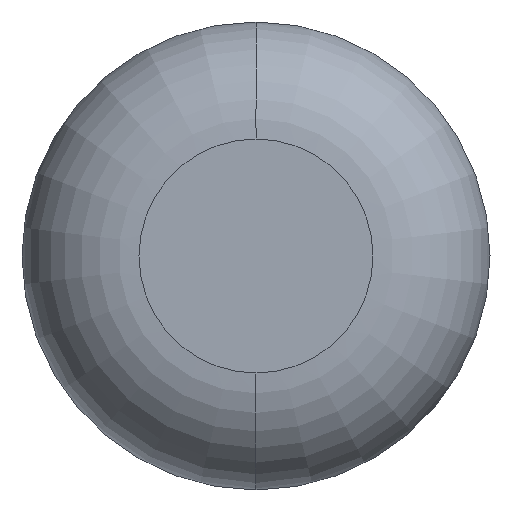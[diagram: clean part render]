
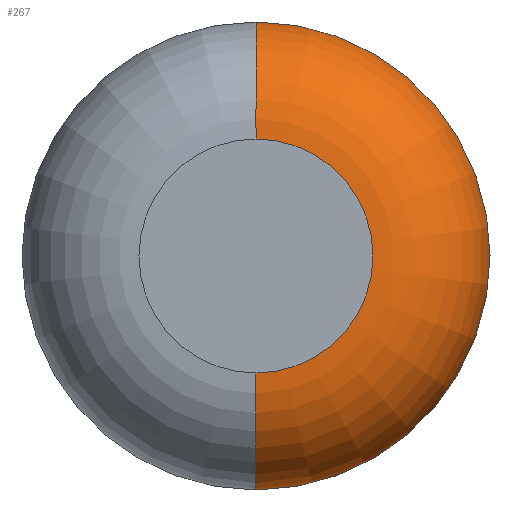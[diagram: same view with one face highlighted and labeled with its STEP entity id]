
A CAD part, front view. The second image highlights one B-rep face of the part: STEP entity #267.
In plain terms, the highlighted toroidal (fillet/blend) face has major radius 6.35 mm and minor radius 6.35 mm.
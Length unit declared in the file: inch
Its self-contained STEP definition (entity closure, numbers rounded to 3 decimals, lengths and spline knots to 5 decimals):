
#11 = EDGE_CURVE ( 'NONE', #139, #35, #244, .T. ) ;
#20 = AXIS2_PLACEMENT_3D ( 'NONE', #50, #294, #275 ) ;
#28 = ORIENTED_EDGE ( 'NONE', *, *, #51, .T. ) ;
#35 = VERTEX_POINT ( 'NONE', #365 ) ;
#41 = CIRCLE ( 'NONE', #20, 0.25 ) ;
#50 = CARTESIAN_POINT ( 'NONE',  ( 0., 0.25, 0.25 ) ) ;
#51 = EDGE_CURVE ( 'NONE', #35, #391, #41, .T. ) ;
#70 = AXIS2_PLACEMENT_3D ( 'NONE', #336, #358, #268 ) ;
#76 = EDGE_CURVE ( 'NONE', #169, #391, #79, .T. ) ;
#79 = CIRCLE ( 'NONE', #284, 0.25 ) ;
#108 = CARTESIAN_POINT ( 'NONE',  ( 0., 0., 0. ) ) ;
#133 = ORIENTED_EDGE ( 'NONE', *, *, #11, .T. ) ;
#139 = VERTEX_POINT ( 'NONE', #354 ) ;
#153 = EDGE_LOOP ( 'NONE', ( #133, #28, #313, #188 ) ) ;
#166 = FACE_OUTER_BOUND ( 'NONE', #153, .T. ) ;
#169 = VERTEX_POINT ( 'NONE', #231 ) ;
#170 = AXIS2_PLACEMENT_3D ( 'NONE', #232, #390, #301 ) ;
#182 = CARTESIAN_POINT ( 'NONE',  ( 0., 0.25, 0. ) ) ;
#187 = DIRECTION ( 'NONE',  ( 0., -1., 0. ) ) ;
#188 = ORIENTED_EDGE ( 'NONE', *, *, #338, .F. ) ;
#222 = AXIS2_PLACEMENT_3D ( 'NONE', #182, #187, #292 ) ;
#231 = CARTESIAN_POINT ( 'NONE',  ( 0., 0., -0.25 ) ) ;
#232 = CARTESIAN_POINT ( 'NONE',  ( 0., 0.25, 0. ) ) ;
#244 = CIRCLE ( 'NONE', #222, 0.5 ) ;
#267 = ADVANCED_FACE ( 'NONE', ( #166 ), #325, .T. ) ;
#268 = DIRECTION ( 'NONE',  ( 0., 0., 1. ) ) ;
#275 = DIRECTION ( 'NONE',  ( 0., 0., -1. ) ) ;
#284 = AXIS2_PLACEMENT_3D ( 'NONE', #108, #359, #330 ) ;
#292 = DIRECTION ( 'NONE',  ( 0., 0., -1. ) ) ;
#294 = DIRECTION ( 'NONE',  ( 1., 0., 0. ) ) ;
#301 = DIRECTION ( 'NONE',  ( 0., 0., -1. ) ) ;
#305 = CARTESIAN_POINT ( 'NONE',  ( 0., 0., 0.25 ) ) ;
#313 = ORIENTED_EDGE ( 'NONE', *, *, #76, .F. ) ;
#325 = TOROIDAL_SURFACE ( 'NONE', #170, 0.25, 0.25 ) ;
#330 = DIRECTION ( 'NONE',  ( 0., 0., -1. ) ) ;
#336 = CARTESIAN_POINT ( 'NONE',  ( 0., 0.25, -0.25 ) ) ;
#338 = EDGE_CURVE ( 'NONE', #139, #169, #362, .T. ) ;
#354 = CARTESIAN_POINT ( 'NONE',  ( 0., 0.25, -0.5 ) ) ;
#358 = DIRECTION ( 'NONE',  ( -1., 0., 0. ) ) ;
#359 = DIRECTION ( 'NONE',  ( 0., -1., 0. ) ) ;
#362 = CIRCLE ( 'NONE', #70, 0.25 ) ;
#365 = CARTESIAN_POINT ( 'NONE',  ( 0., 0.25, 0.5 ) ) ;
#390 = DIRECTION ( 'NONE',  ( 0., -1., 0. ) ) ;
#391 = VERTEX_POINT ( 'NONE', #305 ) ;
